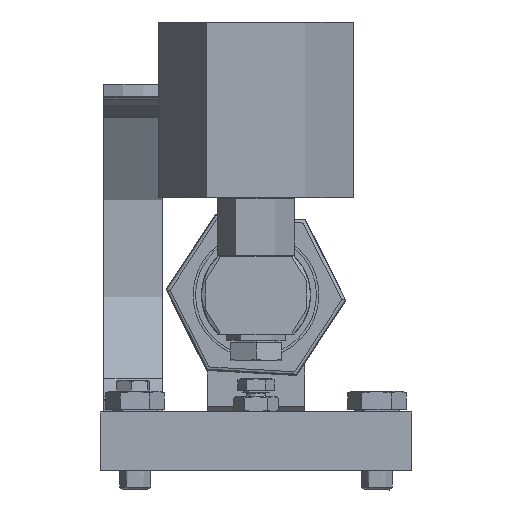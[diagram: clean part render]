
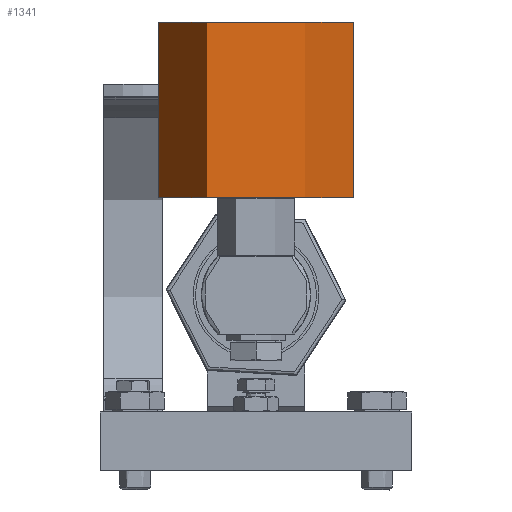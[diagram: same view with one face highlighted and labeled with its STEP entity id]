
A CAD part, left-side view. The second image highlights one B-rep face of the part: STEP entity #1341.
In plain terms, the highlighted cylindrical face has radius 25 mm (diameter 50 mm), a partial arc.
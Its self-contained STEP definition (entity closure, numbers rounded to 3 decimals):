
#1341=ADVANCED_FACE('0:3619',(#3164),#3165,.T.);
#3164=FACE_OUTER_BOUND('',#5739,.T.);
#3165=CYLINDRICAL_SURFACE('',#5740,25.0);
#5739=EDGE_LOOP('',(#8749,#8750,#8751,#8752));
#5740=AXIS2_PLACEMENT_3D('',#8753,#8754,#8755);
#8749=ORIENTED_EDGE('',*,*,#15650,.T.);
#8750=ORIENTED_EDGE('',*,*,#15651,.T.);
#8751=ORIENTED_EDGE('',*,*,#15652,.T.);
#8752=ORIENTED_EDGE('',*,*,#15653,.T.);
#8753=CARTESIAN_POINT('',(0.0,0.0,0.));
#8754=DIRECTION('',(0.0,0.0,-1.0));
#8755=DIRECTION('',(1.0,0.0,0.0));
#15650=EDGE_CURVE('',#18530,#18531,#18532,.T.);
#15651=EDGE_CURVE('',#18531,#18533,#18534,.T.);
#15652=EDGE_CURVE('',#18533,#18535,#18536,.T.);
#15653=EDGE_CURVE('0:3634',#18535,#18530,#18537,.T.);
#18530=VERTEX_POINT('',#22689);
#18531=VERTEX_POINT('',#22690);
#18532=LINE('',#22691,#22692);
#18533=VERTEX_POINT('',#22693);
#18534=CIRCLE('',#22694,25.0);
#18535=VERTEX_POINT('',#22695);
#18536=LINE('',#22696,#22697);
#18537=CIRCLE('',#22698,25.0);
#22689=CARTESIAN_POINT('',(25.0,0.,0.0));
#22690=CARTESIAN_POINT('',(25.0,0.,45.));
#22691=CARTESIAN_POINT('',(25.0,0.,0.));
#22692=VECTOR('',#28452,1.0);
#22693=CARTESIAN_POINT('',(-25.0,0.0,45.));
#22694=AXIS2_PLACEMENT_3D('',#28453,#28454,#28455);
#22695=CARTESIAN_POINT('',(-25.0,0.0,0.));
#22696=CARTESIAN_POINT('',(-25.0,0.,0.));
#22697=VECTOR('',#28456,1.0);
#22698=AXIS2_PLACEMENT_3D('',#28457,#28458,#28459);
#28452=DIRECTION('',(-0.0,-0.0,1.0));
#28453=CARTESIAN_POINT('',(0.0,0.0,45.));
#28454=DIRECTION('',(0.0,0.0,-1.0));
#28455=DIRECTION('',(1.0,0.0,0.0));
#28456=DIRECTION('',(0.0,0.0,-1.0));
#28457=CARTESIAN_POINT('',(0.0,0.0,0.0));
#28458=DIRECTION('',(0.0,0.0,1.0));
#28459=DIRECTION('',(1.0,0.0,0.0));
